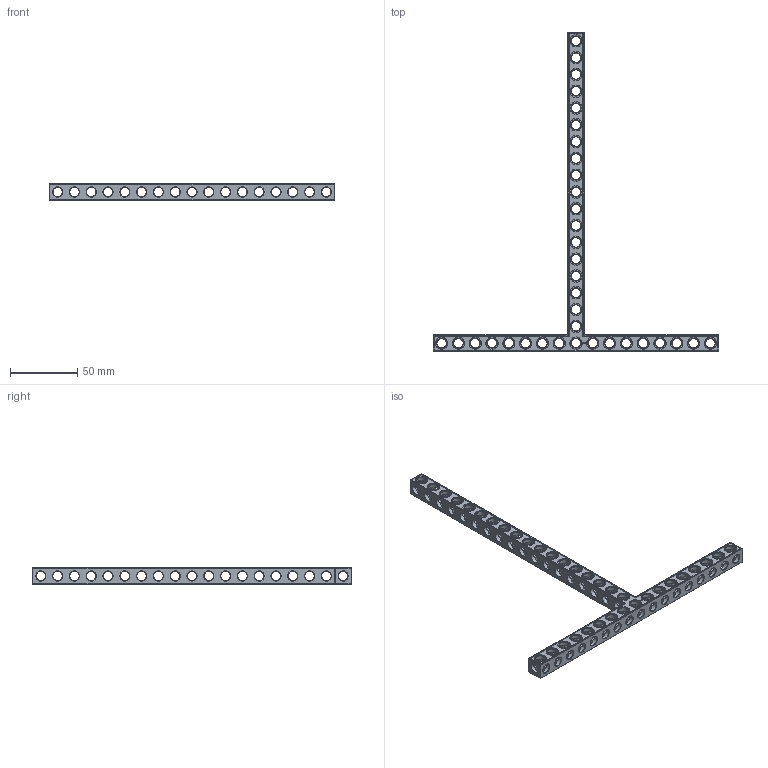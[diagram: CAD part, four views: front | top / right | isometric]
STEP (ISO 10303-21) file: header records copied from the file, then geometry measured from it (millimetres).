
FILE_DESCRIPTION(('FreeCAD Model'),'2;1');
FILE_NAME('Open CASCADE Shape Model','2022-01-28T22:43:15',( 'Paulo Kiefe'),('STEMFIE.org'),'Open CASCADE STEP processor 7.4', 'FreeCAD','Unknown');
FILE_SCHEMA(('AUTOMOTIVE_DESIGN { 1 0 10303 214 1 1 1 1 }'));
Products named in the file (1): Beam_TSH_SYM_ESS_BU17x19x01_-_SPN-BEM-1150_(stemfie.org)
Bounding box: 212.5 x 237.5 x 12.5 mm (x, y, z)
Volume: 34185.7 mm3; surface area: 30574.4 mm2
Topology: 1 solids, 1 shells, 906 faces, 2852 edges, 1877 vertices
Faces by surface type: plane 419, cylinder 213, cone 144, extrusion 130
Full cylindrical faces by diameter (mm): 6.98 x18, 7 x160, 9.2 x35
Entity records: 109532 total; most frequent: CARTESIAN_POINT 56492, DIRECTION 8684, ORIENTED_EDGE 5704, PCURVE 5704, DEFINITIONAL_REPRESENTATION 5704, VECTOR 5237, LINE 5107, EDGE_CURVE 2852
